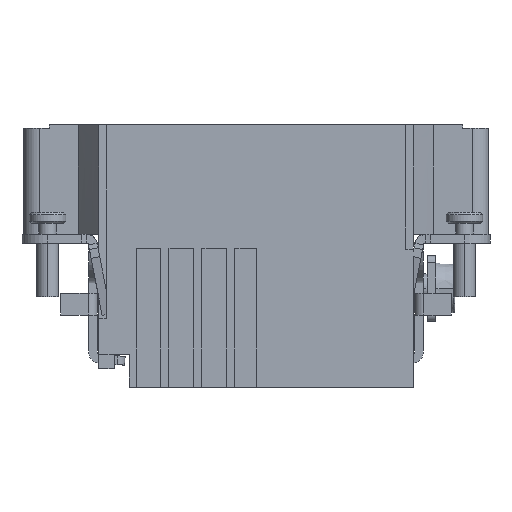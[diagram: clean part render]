
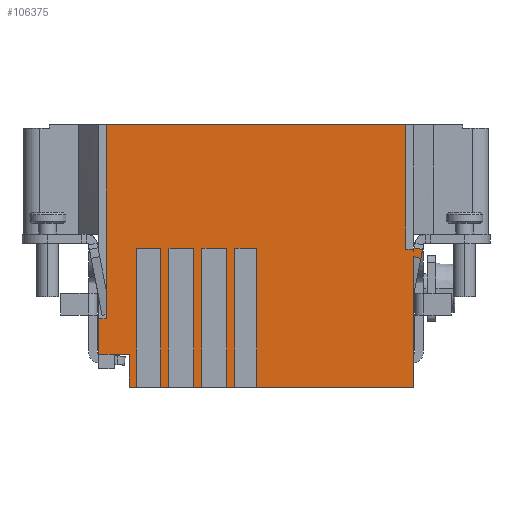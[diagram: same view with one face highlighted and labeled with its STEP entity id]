
A CAD part, left-side view. The second image highlights one B-rep face of the part: STEP entity #106375.
In plain terms, the highlighted planar face has unit normal (-1, 0, 0).
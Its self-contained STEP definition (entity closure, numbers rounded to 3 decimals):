
#30871=DIRECTION('',(0.,0.,-1.));
#30872=VECTOR('',#30871,0.384);
#30873=CARTESIAN_POINT('',(-17.,-13.,18.9));
#30874=LINE('',#30873,#30872);
#30875=DIRECTION('',(0.,-0.191,0.982));
#30876=VECTOR('',#30875,0.56);
#30877=CARTESIAN_POINT('',(-17.,-13.,18.516));
#30878=LINE('',#30877,#30876);
#30879=DIRECTION('',(0.,0.982,0.191));
#30880=VECTOR('',#30879,1.072);
#30881=CARTESIAN_POINT('',(-17.,-14.052,17.638));
#30882=LINE('',#30881,#30880);
#30883=DIRECTION('',(0.,0.,-1.));
#30884=VECTOR('',#30883,17.842);
#30885=CARTESIAN_POINT('',(-17.,-13.,17.842));
#30886=LINE('',#30885,#30884);
#30887=DIRECTION('',(0.,1.,0.));
#30888=VECTOR('',#30887,21.4);
#30889=CARTESIAN_POINT('',(-17.,-13.,0.));
#30890=LINE('',#30889,#30888);
#30891=DIRECTION('',(0.,0.,1.));
#30892=VECTOR('',#30891,19.);
#30893=CARTESIAN_POINT('',(-17.,8.4,0.));
#30894=LINE('',#30893,#30892);
#30895=DIRECTION('',(0.,1.,0.));
#30896=VECTOR('',#30895,3.);
#30897=CARTESIAN_POINT('',(-17.,8.4,19.));
#30898=LINE('',#30897,#30896);
#30899=DIRECTION('',(0.,0.,1.));
#30900=VECTOR('',#30899,19.);
#30901=CARTESIAN_POINT('',(-17.,11.4,0.));
#30902=LINE('',#30901,#30900);
#30903=DIRECTION('',(0.,1.,0.));
#30904=VECTOR('',#30903,1.1);
#30905=CARTESIAN_POINT('',(-17.,11.4,0.));
#30906=LINE('',#30905,#30904);
#30907=DIRECTION('',(0.,0.,1.));
#30908=VECTOR('',#30907,19.);
#30909=CARTESIAN_POINT('',(-17.,12.5,0.));
#30910=LINE('',#30909,#30908);
#30911=DIRECTION('',(0.,1.,0.));
#30912=VECTOR('',#30911,3.4);
#30913=CARTESIAN_POINT('',(-17.,12.5,19.));
#30914=LINE('',#30913,#30912);
#30915=DIRECTION('',(0.,0.,1.));
#30916=VECTOR('',#30915,19.);
#30917=CARTESIAN_POINT('',(-17.,15.9,0.));
#30918=LINE('',#30917,#30916);
#30919=DIRECTION('',(0.,1.,0.));
#30920=VECTOR('',#30919,1.1);
#30921=CARTESIAN_POINT('',(-17.,15.9,0.));
#30922=LINE('',#30921,#30920);
#30923=DIRECTION('',(0.,0.,1.));
#30924=VECTOR('',#30923,19.);
#30925=CARTESIAN_POINT('',(-17.,17.,0.));
#30926=LINE('',#30925,#30924);
#30927=DIRECTION('',(0.,1.,0.));
#30928=VECTOR('',#30927,3.4);
#30929=CARTESIAN_POINT('',(-17.,17.,19.));
#30930=LINE('',#30929,#30928);
#30931=DIRECTION('',(0.,0.,1.));
#30932=VECTOR('',#30931,19.);
#30933=CARTESIAN_POINT('',(-17.,20.4,0.));
#30934=LINE('',#30933,#30932);
#30935=DIRECTION('',(0.,1.,0.));
#30936=VECTOR('',#30935,1.1);
#30937=CARTESIAN_POINT('',(-17.,20.4,0.));
#30938=LINE('',#30937,#30936);
#30939=DIRECTION('',(0.,0.,1.));
#30940=VECTOR('',#30939,19.);
#30941=CARTESIAN_POINT('',(-17.,21.5,0.));
#30942=LINE('',#30941,#30940);
#30943=DIRECTION('',(0.,1.,0.));
#30944=VECTOR('',#30943,3.3);
#30945=CARTESIAN_POINT('',(-17.,21.5,19.));
#30946=LINE('',#30945,#30944);
#30947=DIRECTION('',(0.,0.,1.));
#30948=VECTOR('',#30947,19.);
#30949=CARTESIAN_POINT('',(-17.,24.8,0.));
#30950=LINE('',#30949,#30948);
#30951=DIRECTION('',(0.,1.,0.));
#30952=VECTOR('',#30951,1.);
#30953=CARTESIAN_POINT('',(-17.,24.8,0.));
#30954=LINE('',#30953,#30952);
#30955=DIRECTION('',(0.,0.,1.));
#30956=VECTOR('',#30955,4.5);
#30957=CARTESIAN_POINT('',(-17.,25.8,0.));
#30958=LINE('',#30957,#30956);
#30959=DIRECTION('',(0.,-1.,0.));
#30960=VECTOR('',#30959,4.2);
#30961=CARTESIAN_POINT('',(-17.,30.,4.5));
#30962=LINE('',#30961,#30960);
#30963=DIRECTION('',(0.,1.,0.));
#30964=VECTOR('',#30963,1.);
#30965=CARTESIAN_POINT('',(-17.,29.,9.4));
#30966=LINE('',#30965,#30964);
#30967=DIRECTION('',(0.,0.,-1.));
#30968=VECTOR('',#30967,26.5);
#30969=CARTESIAN_POINT('',(-17.,29.,35.9));
#30970=LINE('',#30969,#30968);
#30971=DIRECTION('',(0.,-1.,0.));
#30972=VECTOR('',#30971,41.);
#30973=CARTESIAN_POINT('',(-17.,29.,35.9));
#30974=LINE('',#30973,#30972);
#30975=DIRECTION('',(0.,0.,-1.));
#30976=VECTOR('',#30975,17.);
#30977=CARTESIAN_POINT('',(-17.,-12.,35.9));
#30978=LINE('',#30977,#30976);
#31473=DIRECTION('',(0.,1.,0.));
#31474=VECTOR('',#31473,1.);
#31475=CARTESIAN_POINT('',(-17.,-13.,18.9));
#31476=LINE('',#31475,#31474);
#32415=DIRECTION('',(0.,0.,1.));
#32416=VECTOR('',#32415,4.9);
#32417=CARTESIAN_POINT('',(-17.,30.,4.5));
#32418=LINE('',#32417,#32416);
#35280=DIRECTION('',(0.,-0.191,0.982));
#35281=VECTOR('',#35280,1.221);
#35282=CARTESIAN_POINT('',(-17.,-14.052,17.638));
#35283=LINE('',#35282,#35281);
#35293=DIRECTION('',(0.,0.982,0.191));
#35294=VECTOR('',#35293,1.2);
#35295=CARTESIAN_POINT('',(-17.,-14.285,18.836));
#35296=LINE('',#35295,#35294);
#51216=CARTESIAN_POINT('',(-17.,-12.,35.9));
#51218=VERTEX_POINT('',#51216);
#51264=CARTESIAN_POINT('',(-17.,29.,35.9));
#51266=VERTEX_POINT('',#51264);
#51272=CARTESIAN_POINT('',(-17.,29.,9.4));
#51273=CARTESIAN_POINT('',(-17.,30.,9.4));
#51274=VERTEX_POINT('',#51272);
#51275=VERTEX_POINT('',#51273);
#51295=CARTESIAN_POINT('',(-17.,25.8,0.));
#51297=VERTEX_POINT('',#51295);
#51302=CARTESIAN_POINT('',(-17.,30.,4.5));
#51303=CARTESIAN_POINT('',(-17.,25.8,4.5));
#51304=VERTEX_POINT('',#51302);
#51305=VERTEX_POINT('',#51303);
#51450=CARTESIAN_POINT('',(-17.,8.4,0.));
#51452=VERTEX_POINT('',#51450);
#51454=CARTESIAN_POINT('',(-17.,11.4,0.));
#51456=VERTEX_POINT('',#51454);
#51458=CARTESIAN_POINT('',(-17.,12.5,0.));
#51460=VERTEX_POINT('',#51458);
#51462=CARTESIAN_POINT('',(-17.,15.9,0.));
#51464=VERTEX_POINT('',#51462);
#51466=CARTESIAN_POINT('',(-17.,17.,0.));
#51468=VERTEX_POINT('',#51466);
#51470=CARTESIAN_POINT('',(-17.,20.4,0.));
#51472=VERTEX_POINT('',#51470);
#51478=CARTESIAN_POINT('',(-17.,21.5,0.));
#51479=VERTEX_POINT('',#51478);
#51480=CARTESIAN_POINT('',(-17.,24.8,0.));
#51481=VERTEX_POINT('',#51480);
#51482=CARTESIAN_POINT('',(-17.,8.4,19.));
#51483=CARTESIAN_POINT('',(-17.,11.4,19.));
#51484=VERTEX_POINT('',#51482);
#51485=VERTEX_POINT('',#51483);
#51486=CARTESIAN_POINT('',(-17.,12.5,19.));
#51487=CARTESIAN_POINT('',(-17.,15.9,19.));
#51488=VERTEX_POINT('',#51486);
#51489=VERTEX_POINT('',#51487);
#51490=CARTESIAN_POINT('',(-17.,17.,19.));
#51491=CARTESIAN_POINT('',(-17.,20.4,19.));
#51492=VERTEX_POINT('',#51490);
#51493=VERTEX_POINT('',#51491);
#51494=CARTESIAN_POINT('',(-17.,21.5,19.));
#51495=CARTESIAN_POINT('',(-17.,24.8,19.));
#51496=VERTEX_POINT('',#51494);
#51497=VERTEX_POINT('',#51495);
#52289=CARTESIAN_POINT('',(-17.,-13.,0.));
#52290=VERTEX_POINT('',#52289);
#52297=CARTESIAN_POINT('',(-17.,-12.,18.9));
#52299=VERTEX_POINT('',#52297);
#52337=CARTESIAN_POINT('',(-17.,-13.,18.9));
#52338=VERTEX_POINT('',#52337);
#53594=CARTESIAN_POINT('',(-17.,-13.107,19.065));
#53595=VERTEX_POINT('',#53594);
#53596=CARTESIAN_POINT('',(-17.,-14.285,18.836));
#53597=VERTEX_POINT('',#53596);
#53598=CARTESIAN_POINT('',(-17.,-14.052,17.638));
#53599=VERTEX_POINT('',#53598);
#53670=CARTESIAN_POINT('',(-17.,-13.,18.516));
#53672=VERTEX_POINT('',#53670);
#53678=CARTESIAN_POINT('',(-17.,-13.,17.842));
#53679=VERTEX_POINT('',#53678);
#106313=CARTESIAN_POINT('',(-17.,-23.3,0.));
#106314=DIRECTION('',(-1.,0.,0.));
#106315=DIRECTION('',(0.,1.,0.));
#106316=AXIS2_PLACEMENT_3D('',#106313,#106314,#106315);
#106317=PLANE('',#106316);
#106319=ORIENTED_EDGE('',*,*,#106318,.T.);
#106321=ORIENTED_EDGE('',*,*,#106320,.T.);
#106323=ORIENTED_EDGE('',*,*,#106322,.F.);
#106325=ORIENTED_EDGE('',*,*,#106324,.F.);
#106327=ORIENTED_EDGE('',*,*,#106326,.T.);
#106329=ORIENTED_EDGE('',*,*,#106328,.T.);
#106330=ORIENTED_EDGE('',*,*,#67779,.T.);
#106332=ORIENTED_EDGE('',*,*,#106331,.T.);
#106334=ORIENTED_EDGE('',*,*,#106333,.T.);
#106336=ORIENTED_EDGE('',*,*,#106335,.F.);
#106337=ORIENTED_EDGE('',*,*,#67851,.T.);
#106339=ORIENTED_EDGE('',*,*,#106338,.T.);
#106341=ORIENTED_EDGE('',*,*,#106340,.T.);
#106343=ORIENTED_EDGE('',*,*,#106342,.F.);
#106344=ORIENTED_EDGE('',*,*,#67843,.T.);
#106346=ORIENTED_EDGE('',*,*,#106345,.T.);
#106348=ORIENTED_EDGE('',*,*,#106347,.T.);
#106350=ORIENTED_EDGE('',*,*,#106349,.F.);
#106351=ORIENTED_EDGE('',*,*,#67835,.T.);
#106353=ORIENTED_EDGE('',*,*,#106352,.T.);
#106355=ORIENTED_EDGE('',*,*,#106354,.T.);
#106357=ORIENTED_EDGE('',*,*,#106356,.F.);
#106358=ORIENTED_EDGE('',*,*,#67827,.T.);
#106360=ORIENTED_EDGE('',*,*,#106359,.T.);
#106362=ORIENTED_EDGE('',*,*,#106361,.F.);
#106364=ORIENTED_EDGE('',*,*,#106363,.T.);
#106366=ORIENTED_EDGE('',*,*,#106365,.F.);
#106367=ORIENTED_EDGE('',*,*,#106295,.F.);
#106368=ORIENTED_EDGE('',*,*,#104305,.T.);
#106370=ORIENTED_EDGE('',*,*,#106369,.T.);
#106372=ORIENTED_EDGE('',*,*,#106371,.F.);
#106373=EDGE_LOOP('',(#106319,#106321,#106323,#106325,#106327,#106329,#106330,
#106332,#106334,#106336,#106337,#106339,#106341,#106343,#106344,#106346,#106348,
#106350,#106351,#106353,#106355,#106357,#106358,#106360,#106362,#106364,#106366,
#106367,#106368,#106370,#106372));
#106374=FACE_OUTER_BOUND('',#106373,.F.);
#106375=ADVANCED_FACE('',(#106374),#106317,.T.);
#67779=EDGE_CURVE('',#52290,#51452,#30890,.T.);
#67827=EDGE_CURVE('',#51481,#51297,#30954,.T.);
#67835=EDGE_CURVE('',#51472,#51479,#30938,.T.);
#67843=EDGE_CURVE('',#51464,#51468,#30922,.T.);
#67851=EDGE_CURVE('',#51456,#51460,#30906,.T.);
#104305=EDGE_CURVE('',#51266,#51218,#30974,.T.);
#106295=EDGE_CURVE('',#51266,#51274,#30970,.T.);
#106318=EDGE_CURVE('',#52338,#53672,#30874,.T.);
#106320=EDGE_CURVE('',#53672,#53595,#30878,.T.);
#106322=EDGE_CURVE('',#53597,#53595,#35296,.T.);
#106324=EDGE_CURVE('',#53599,#53597,#35283,.T.);
#106326=EDGE_CURVE('',#53599,#53679,#30882,.T.);
#106328=EDGE_CURVE('',#53679,#52290,#30886,.T.);
#106331=EDGE_CURVE('',#51452,#51484,#30894,.T.);
#106333=EDGE_CURVE('',#51484,#51485,#30898,.T.);
#106335=EDGE_CURVE('',#51456,#51485,#30902,.T.);
#106338=EDGE_CURVE('',#51460,#51488,#30910,.T.);
#106340=EDGE_CURVE('',#51488,#51489,#30914,.T.);
#106342=EDGE_CURVE('',#51464,#51489,#30918,.T.);
#106345=EDGE_CURVE('',#51468,#51492,#30926,.T.);
#106347=EDGE_CURVE('',#51492,#51493,#30930,.T.);
#106349=EDGE_CURVE('',#51472,#51493,#30934,.T.);
#106352=EDGE_CURVE('',#51479,#51496,#30942,.T.);
#106354=EDGE_CURVE('',#51496,#51497,#30946,.T.);
#106356=EDGE_CURVE('',#51481,#51497,#30950,.T.);
#106359=EDGE_CURVE('',#51297,#51305,#30958,.T.);
#106361=EDGE_CURVE('',#51304,#51305,#30962,.T.);
#106363=EDGE_CURVE('',#51304,#51275,#32418,.T.);
#106365=EDGE_CURVE('',#51274,#51275,#30966,.T.);
#106369=EDGE_CURVE('',#51218,#52299,#30978,.T.);
#106371=EDGE_CURVE('',#52338,#52299,#31476,.T.);
